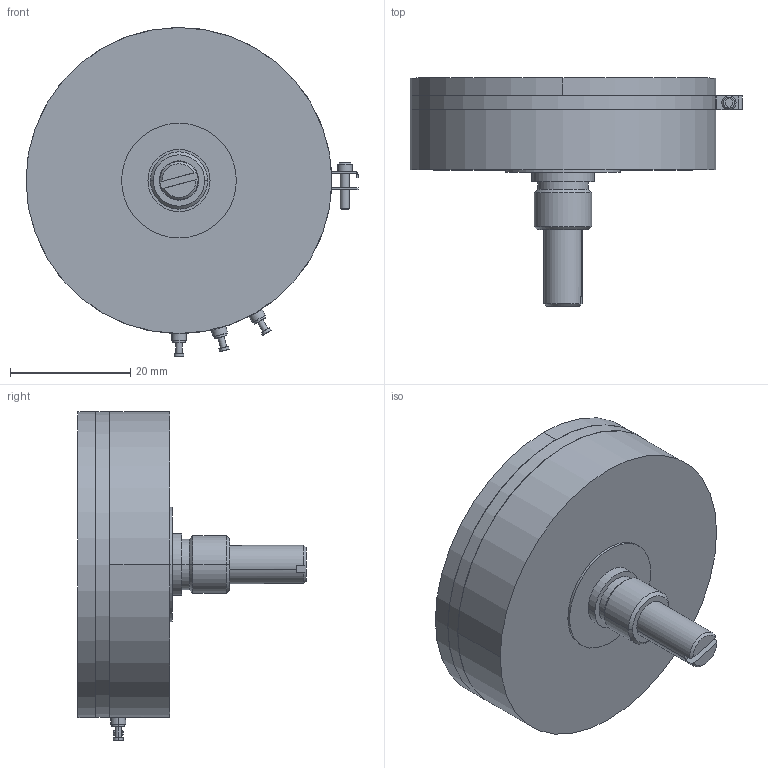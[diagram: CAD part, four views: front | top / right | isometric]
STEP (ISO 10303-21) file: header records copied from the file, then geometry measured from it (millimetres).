
FILE_DESCRIPTION((''),'2;1');
FILE_NAME('6674S','2015-03-24T',('rickb'),('Bourns, Inc.'),'PRO/ENGINEER BY PARAMETRIC TECHNOLOGY CORPORATION, 2012230','PRO/ENGINEER BY PARAMETRIC TECHNOLOGY CORPORATION, 2012230','');
FILE_SCHEMA(('CONFIG_CONTROL_DESIGN'));
Length unit declared in the file: inch
Products named in the file (1): 6674S
Bounding box: 55.12 x 37.87 x 54.61 mm (x, y, z)
Volume: 32008.8 mm3; surface area: 9368.4 mm2
Topology: 1 solids, 6 shells, 159 faces, 368 edges, 238 vertices
Faces by surface type: cylinder 92, plane 51, cone 16
Entity records: 4988 total; most frequent: CARTESIAN_POINT 1220, DIRECTION 818, ORIENTED_EDGE 728, EDGE_CURVE 368, AXIS2_PLACEMENT_3D 328, VERTEX_POINT 238, EDGE_LOOP 190, CIRCLE 168
